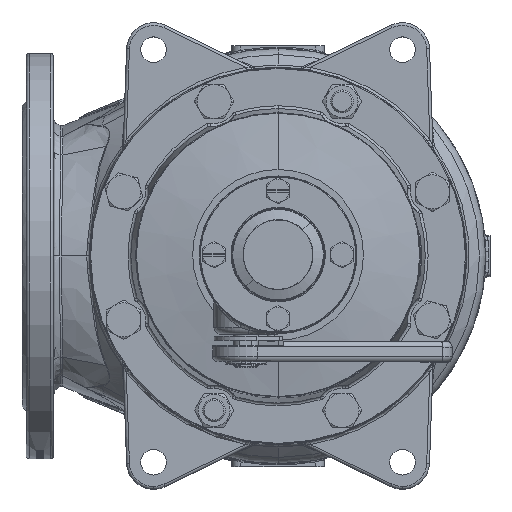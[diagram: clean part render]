
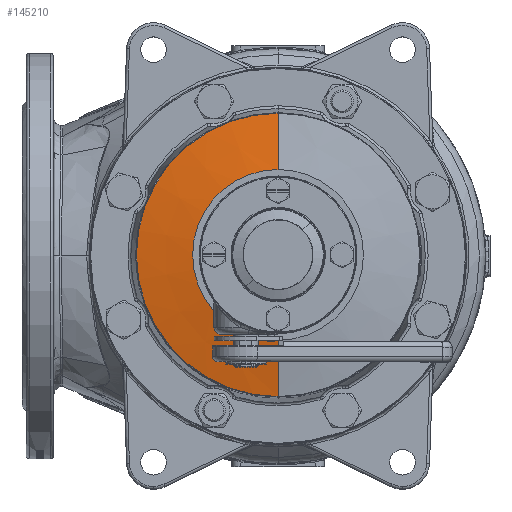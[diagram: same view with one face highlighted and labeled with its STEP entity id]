
A CAD part, top view. The second image highlights one B-rep face of the part: STEP entity #145210.
In plain terms, the highlighted conical face has half-angle 80 degrees and reference radius 60 mm.
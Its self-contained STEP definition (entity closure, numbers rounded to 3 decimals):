
#141264=CARTESIAN_POINT('',(0.,99.587,530.52));
#141265=VERTEX_POINT('',#141264);
#141273=CARTESIAN_POINT('',(0.,-99.587,530.52));
#141274=VERTEX_POINT('',#141273);
#142025=CARTESIAN_POINT('',(-0.,60.,537.5));
#142026=VERTEX_POINT('',#142025);
#142027=CARTESIAN_POINT('',(0.,-60.,537.5));
#142028=VERTEX_POINT('',#142027);
#142036=CARTESIAN_POINT('',(-0.,-60.,537.5));
#142037=DIRECTION('',(-0.,-0.985,-0.174));
#142038=VECTOR('',#142037,40.198);
#142039=LINE('',#142036,#142038);
#142040=EDGE_CURVE('NONE',#142028,#141274,#142039,.T.);
#142043=CARTESIAN_POINT('',(-0.,60.,537.5));
#142044=DIRECTION('',(-0.,0.985,-0.174));
#142045=VECTOR('',#142044,40.198);
#142046=LINE('',#142043,#142045);
#142047=EDGE_CURVE('NONE',#142026,#141265,#142046,.T.);
#145183=CARTESIAN_POINT('',(0.,0.,537.5));
#145184=DIRECTION('',(0.,0.,-1.));
#145185=DIRECTION('',(0.,1.,0.));
#145186=AXIS2_PLACEMENT_3D('',#145183,#145184,#145185);
#145187=CIRCLE('',#145186,60.);
#145188=EDGE_CURVE('NONE',#142028,#142026,#145187,.T.);
#145193=CARTESIAN_POINT('',(0.,0.,537.5));
#145194=DIRECTION('',(0.,0.,-1.));
#145195=DIRECTION('',(0.,1.,0.));
#145196=AXIS2_PLACEMENT_3D('',#145193,#145194,#145195);
#145197=CONICAL_SURFACE('',#145196,60.,80.);
#145198=ORIENTED_EDGE('',*,*,#142040,.F.);
#145199=ORIENTED_EDGE('',*,*,#145188,.T.);
#145200=ORIENTED_EDGE('',*,*,#142047,.T.);
#145201=CARTESIAN_POINT('',(0.,0.,530.52));
#145202=DIRECTION('',(-0.,-0.,1.));
#145203=DIRECTION('',(0.,1.,0.));
#145204=AXIS2_PLACEMENT_3D('',#145201,#145202,#145203);
#145205=CIRCLE('',#145204,99.587);
#145206=EDGE_CURVE('NONE',#141265,#141274,#145205,.T.);
#145207=ORIENTED_EDGE('',*,*,#145206,.T.);
#145208=EDGE_LOOP('',(#145198,#145199,#145200,#145207));
#145209=FACE_BOUND('',#145208,.T.);
#145210=ADVANCED_FACE('NONE',(#145209),#145197,.T.);
